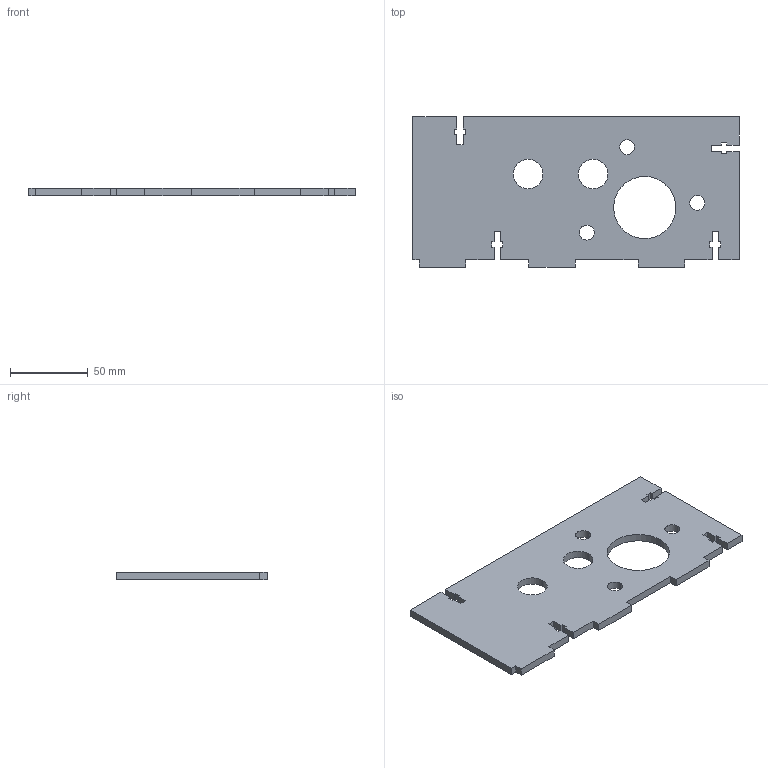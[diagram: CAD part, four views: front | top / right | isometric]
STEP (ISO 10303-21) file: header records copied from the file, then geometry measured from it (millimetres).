
FILE_DESCRIPTION (( 'STEP AP203' ), '1' );
FILE_NAME ('Plate_V4_1.STEP', '2020-05-09T16:37:46', ( '' ), ( '' ), 'SwSTEP 2.0', 'SolidWorks 2017', '' );
FILE_SCHEMA (( 'CONFIG_CONTROL_DESIGN' ));
Length unit declared in the file: millimetre
Products named in the file (1): Plate_V4_1
Bounding box: 210 x 97 x 5 mm (x, y, z)
Volume: 86930.8 mm3; surface area: 40455.9 mm2
Topology: 1 solids, 1 shells, 78 faces, 228 edges, 152 vertices
Faces by surface type: plane 66, cylinder 12
Entity records: 2657 total; most frequent: CARTESIAN_POINT 459, ORIENTED_EDGE 456, DIRECTION 410, EDGE_CURVE 228, LINE 204, VECTOR 204, VERTEX_POINT 152, AXIS2_PLACEMENT_3D 103
